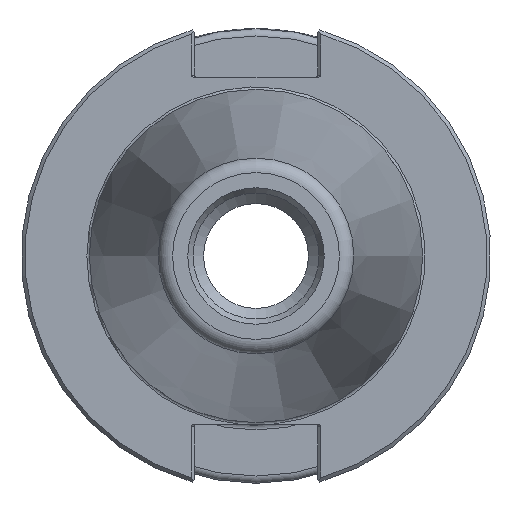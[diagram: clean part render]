
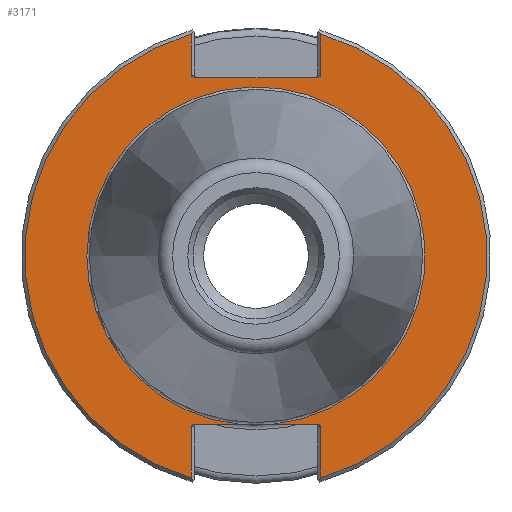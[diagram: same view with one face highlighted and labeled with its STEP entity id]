
A CAD part, left-side view. The second image highlights one B-rep face of the part: STEP entity #3171.
In plain terms, the highlighted planar face has unit normal (-1, 0, 0).
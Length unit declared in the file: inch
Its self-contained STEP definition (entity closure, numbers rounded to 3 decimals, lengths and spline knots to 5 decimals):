
#2526=CARTESIAN_POINT('',(0.125,-0.50422,1.472));
#2527=VERTEX_POINT('',#2526);
#2534=CARTESIAN_POINT('',(0.125,-0.5325,1.492));
#2535=VERTEX_POINT('',#2534);
#2536=CARTESIAN_POINT('',(0.125,-0.50422,1.492));
#2537=DIRECTION('',(-1.0,0.0,0.0));
#2538=DIRECTION('',(0.0,-1.0,0.0));
#2539=AXIS2_PLACEMENT_3D('',#2536,#2537,#2538);
#2540=ELLIPSE('',#2539,0.02828,0.02);
#2541=EDGE_CURVE('',#2527,#2535,#2540,.T.);
#2591=CARTESIAN_POINT('',(0.125,-0.5325,1.83167));
#2592=VERTEX_POINT('',#2591);
#2593=CARTESIAN_POINT('',(0.125,-0.5325,1.492));
#2594=DIRECTION('',(0.0,0.0,1.0));
#2595=VECTOR('',#2594,0.33967);
#2596=LINE('',#2593,#2595);
#2597=EDGE_CURVE('',#2535,#2592,#2596,.T.);
#2680=CARTESIAN_POINT('',(0.125,0.50422,-1.388));
#2681=VERTEX_POINT('',#2680);
#2688=CARTESIAN_POINT('',(0.125,0.5325,-1.408));
#2689=VERTEX_POINT('',#2688);
#2690=CARTESIAN_POINT('',(0.125,0.50422,-1.408));
#2691=DIRECTION('',(-1.0,0.0,0.0));
#2692=DIRECTION('',(0.0,1.0,0.0));
#2693=AXIS2_PLACEMENT_3D('',#2690,#2691,#2692);
#2694=ELLIPSE('',#2693,0.02828,0.02);
#2695=EDGE_CURVE('',#2681,#2689,#2694,.T.);
#2745=CARTESIAN_POINT('',(0.125,0.5325,-1.83167));
#2746=VERTEX_POINT('',#2745);
#2747=CARTESIAN_POINT('',(0.125,0.5325,-1.408));
#2748=DIRECTION('',(0.0,0.0,-1.0));
#2749=VECTOR('',#2748,0.42367);
#2750=LINE('',#2747,#2749);
#2751=EDGE_CURVE('',#2689,#2746,#2750,.T.);
#2776=CARTESIAN_POINT('',(0.125,-0.5325,-1.408));
#2777=VERTEX_POINT('',#2776);
#2778=CARTESIAN_POINT('',(0.125,-0.50422,-1.388));
#2779=VERTEX_POINT('',#2778);
#2780=CARTESIAN_POINT('',(0.125,-0.50422,-1.408));
#2781=DIRECTION('',(-1.0,0.0,0.0));
#2782=DIRECTION('',(0.0,-1.0,0.0));
#2783=AXIS2_PLACEMENT_3D('',#2780,#2781,#2782);
#2784=ELLIPSE('',#2783,0.02828,0.02);
#2785=EDGE_CURVE('',#2777,#2779,#2784,.T.);
#2883=CARTESIAN_POINT('',(0.125,-0.5325,-1.83167));
#2884=VERTEX_POINT('',#2883);
#2891=CARTESIAN_POINT('',(0.125,-0.5325,-1.83167));
#2892=DIRECTION('',(0.0,0.0,1.0));
#2893=VECTOR('',#2892,0.42367);
#2894=LINE('',#2891,#2893);
#2895=EDGE_CURVE('',#2884,#2777,#2894,.T.);
#2937=CARTESIAN_POINT('',(0.125,0.5325,1.492));
#2938=VERTEX_POINT('',#2937);
#2945=CARTESIAN_POINT('',(0.125,0.50422,1.472));
#2946=VERTEX_POINT('',#2945);
#2947=CARTESIAN_POINT('',(0.125,0.50422,1.492));
#2948=DIRECTION('',(-1.0,0.0,0.0));
#2949=DIRECTION('',(0.0,1.0,0.0));
#2950=AXIS2_PLACEMENT_3D('',#2947,#2948,#2949);
#2951=ELLIPSE('',#2950,0.02828,0.02);
#2952=EDGE_CURVE('',#2938,#2946,#2951,.T.);
#3037=CARTESIAN_POINT('',(0.125,0.5325,1.83167));
#3038=VERTEX_POINT('',#3037);
#3045=CARTESIAN_POINT('',(0.125,0.5325,1.83167));
#3046=DIRECTION('',(0.0,0.0,-1.0));
#3047=VECTOR('',#3046,0.33967);
#3048=LINE('',#3045,#3047);
#3049=EDGE_CURVE('',#3038,#2938,#3048,.T.);
#3084=CARTESIAN_POINT('',(0.125,-0.13957,-1.388));
#3085=VERTEX_POINT('',#3084);
#3086=CARTESIAN_POINT('',(0.125,0.13957,-1.388));
#3087=VERTEX_POINT('',#3086);
#3102=CARTESIAN_POINT('',(0.125,0.0,0.0));
#3103=DIRECTION('',(-1.0,0.0,0.0));
#3104=DIRECTION('',(0.0,-1.0,0.0));
#3105=AXIS2_PLACEMENT_3D('',#3102,#3103,#3104);
#3106=CIRCLE('',#3105,1.395);
#3107=EDGE_CURVE('',#3085,#3087,#3106,.T.);
#3123=CARTESIAN_POINT('',(0.125,1.65625,0.0));
#3124=DIRECTION('',(-1.0,0.0,0.0));
#3125=DIRECTION('',(0.0,0.0,1.0));
#3126=AXIS2_PLACEMENT_3D('',#3123,#3124,#3125);
#3127=PLANE('',#3126);
#3128=ORIENTED_EDGE('',*,*,#3107,.F.);
#3129=CARTESIAN_POINT('',(0.125,-0.50422,-1.388));
#3130=DIRECTION('',(0.0,1.0,0.0));
#3131=VECTOR('',#3130,0.36464);
#3132=LINE('',#3129,#3131);
#3133=EDGE_CURVE('',#2779,#3085,#3132,.T.);
#3134=ORIENTED_EDGE('',*,*,#3133,.F.);
#3135=ORIENTED_EDGE('',*,*,#2785,.F.);
#3136=ORIENTED_EDGE('',*,*,#2895,.F.);
#3137=CARTESIAN_POINT('',(0.125,0.0,0.0));
#3138=DIRECTION('',(1.0,0.0,0.0));
#3139=DIRECTION('',(0.0,-1.0,0.0));
#3140=AXIS2_PLACEMENT_3D('',#3137,#3138,#3139);
#3141=CIRCLE('',#3140,1.9075);
#3142=EDGE_CURVE('',#2592,#2884,#3141,.T.);
#3143=ORIENTED_EDGE('',*,*,#3142,.F.);
#3144=ORIENTED_EDGE('',*,*,#2597,.F.);
#3145=ORIENTED_EDGE('',*,*,#2541,.F.);
#3146=CARTESIAN_POINT('',(0.125,0.50422,1.472));
#3147=DIRECTION('',(0.0,-1.0,0.0));
#3148=VECTOR('',#3147,1.00843);
#3149=LINE('',#3146,#3148);
#3150=EDGE_CURVE('',#2946,#2527,#3149,.T.);
#3151=ORIENTED_EDGE('',*,*,#3150,.F.);
#3152=ORIENTED_EDGE('',*,*,#2952,.F.);
#3153=ORIENTED_EDGE('',*,*,#3049,.F.);
#3154=CARTESIAN_POINT('',(0.125,0.0,0.0));
#3155=DIRECTION('',(1.0,0.0,0.0));
#3156=DIRECTION('',(0.0,1.0,0.0));
#3157=AXIS2_PLACEMENT_3D('',#3154,#3155,#3156);
#3158=CIRCLE('',#3157,1.9075);
#3159=EDGE_CURVE('',#2746,#3038,#3158,.T.);
#3160=ORIENTED_EDGE('',*,*,#3159,.F.);
#3161=ORIENTED_EDGE('',*,*,#2751,.F.);
#3162=ORIENTED_EDGE('',*,*,#2695,.F.);
#3163=CARTESIAN_POINT('',(0.125,0.13957,-1.388));
#3164=DIRECTION('',(0.0,1.0,0.0));
#3165=VECTOR('',#3164,0.36464);
#3166=LINE('',#3163,#3165);
#3167=EDGE_CURVE('',#3087,#2681,#3166,.T.);
#3168=ORIENTED_EDGE('',*,*,#3167,.F.);
#3169=EDGE_LOOP('',(#3128,#3134,#3135,#3136,#3143,#3144,#3145,#3151,#3152,#3153,#3160,#3161,#3162,#3168));
#3170=FACE_OUTER_BOUND('',#3169,.T.);
#3171=ADVANCED_FACE('',(#3170),#3127,.T.);
